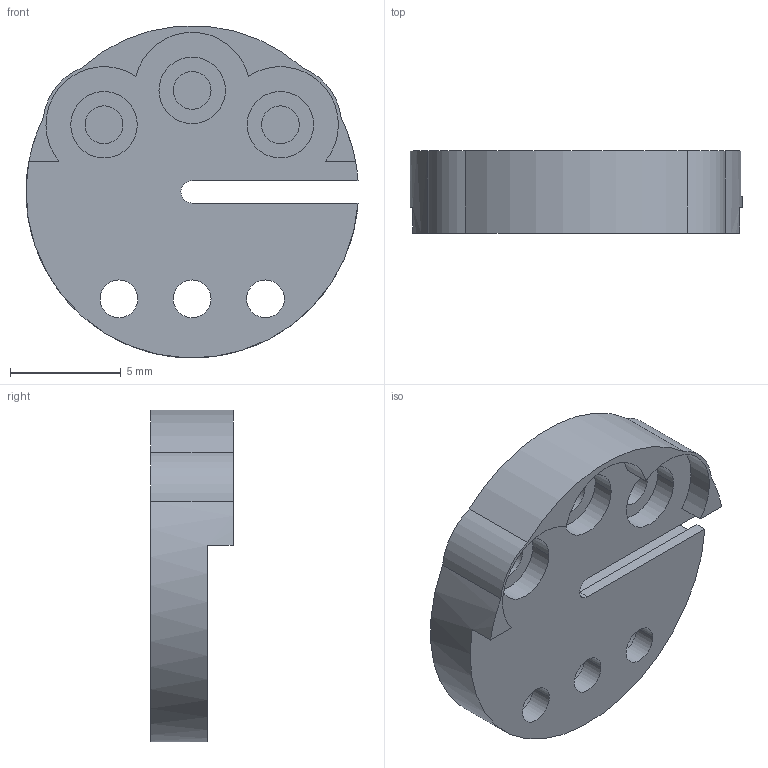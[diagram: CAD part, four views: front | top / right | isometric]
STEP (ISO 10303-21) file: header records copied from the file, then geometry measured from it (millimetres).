
FILE_DESCRIPTION((''),'2;1');
FILE_NAME('HEX_GEAR_PLATE_TOP','2008-05-19T',('ghiorso'),(''),'PRO/ENGINEER BY PARAMETRIC TECHNOLOGY CORPORATION, 2006200','PRO/ENGINEER BY PARAMETRIC TECHNOLOGY CORPORATION, 2006200','');
FILE_SCHEMA(('CONFIG_CONTROL_DESIGN'));
Length unit declared in the file: inch
Products named in the file (1): HEX_GEAR_PLATE_TOP
Bounding box: 14.97 x 3.71 x 14.96 mm (x, y, z)
Volume: 364.4 mm3; surface area: 638.4 mm2
Topology: 1 solids, 1 shells, 53 faces, 141 edges, 116 vertices
Faces by surface type: cylinder 34, plane 19
Entity records: 1710 total; most frequent: DIRECTION 321, CARTESIAN_POINT 281, ORIENTED_EDGE 252, AXIS2_PLACEMENT_3D 126, EDGE_CURVE 126, VERTEX_POINT 84, CIRCLE 72, VECTOR 69
